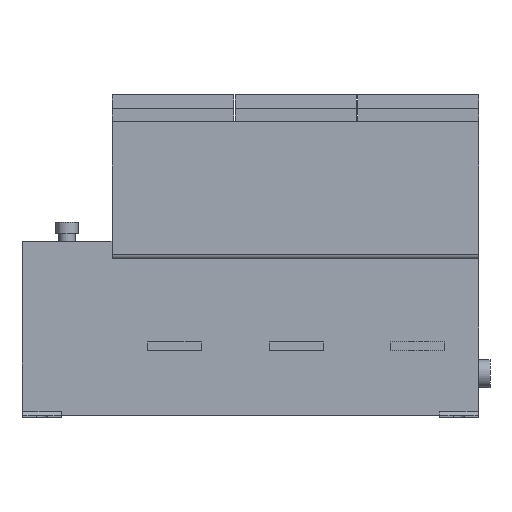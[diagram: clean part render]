
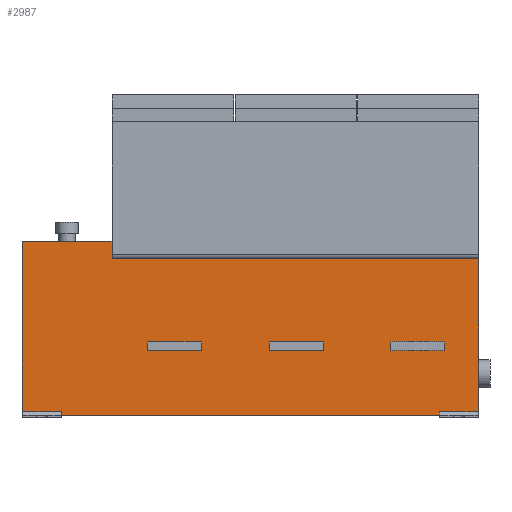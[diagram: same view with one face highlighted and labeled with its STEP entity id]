
A CAD part, front view. The second image highlights one B-rep face of the part: STEP entity #2987.
In plain terms, the highlighted planar face has unit normal (0, -1, 0).
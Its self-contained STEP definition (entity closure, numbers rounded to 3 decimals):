
#684=CARTESIAN_POINT('',(65.,-103.0,127.0));
#685=VERTEX_POINT('',#684);
#692=CARTESIAN_POINT('',(65.,-103.,127.5));
#693=VERTEX_POINT('',#692);
#694=CARTESIAN_POINT('',(65.,-103.,127.5));
#695=DIRECTION('',(0.0,0.0,-1.0));
#696=VECTOR('',#695,0.5);
#697=LINE('',#694,#696);
#698=EDGE_CURVE('',#693,#685,#697,.T.);
#1876=CARTESIAN_POINT('',(301.5,-103.,4.121));
#1877=VERTEX_POINT('',#1876);
#1884=CARTESIAN_POINT('',(301.5,-103.,2.0));
#1885=VERTEX_POINT('',#1884);
#1886=CARTESIAN_POINT('',(301.5,-103.,2.0));
#1887=DIRECTION('',(0.0,0.0,1.0));
#1888=VECTOR('',#1887,2.121);
#1889=LINE('',#1886,#1888);
#1890=EDGE_CURVE('',#1885,#1877,#1889,.T.);
#1954=CARTESIAN_POINT('',(329.5,-103.,2.0));
#1955=VERTEX_POINT('',#1954);
#1956=CARTESIAN_POINT('',(329.5,-103.,2.0));
#1957=DIRECTION('',(-1.0,0.0,0.0));
#1958=VECTOR('',#1957,28.);
#1959=LINE('',#1956,#1958);
#1960=EDGE_CURVE('',#1955,#1885,#1959,.T.);
#2019=CARTESIAN_POINT('',(329.5,-103.,4.121));
#2020=VERTEX_POINT('',#2019);
#2027=CARTESIAN_POINT('',(301.5,-103.,4.121));
#2028=DIRECTION('',(1.0,0.0,0.0));
#2029=VECTOR('',#2028,28.);
#2030=LINE('',#2027,#2029);
#2031=EDGE_CURVE('',#1877,#2020,#2030,.T.);
#2084=CARTESIAN_POINT('',(329.5,-103.,4.121));
#2085=DIRECTION('',(0.0,0.0,-1.0));
#2086=VECTOR('',#2085,2.121);
#2087=LINE('',#2084,#2086);
#2088=EDGE_CURVE('',#2020,#1955,#2087,.T.);
#2569=CARTESIAN_POINT('',(0.5,-103.0,4.121));
#2570=VERTEX_POINT('',#2569);
#2577=CARTESIAN_POINT('',(0.5,-103.0,2.0));
#2578=VERTEX_POINT('',#2577);
#2579=CARTESIAN_POINT('',(0.5,-103.0,2.0));
#2580=DIRECTION('',(0.0,0.0,1.0));
#2581=VECTOR('',#2580,2.121);
#2582=LINE('',#2579,#2581);
#2583=EDGE_CURVE('',#2578,#2570,#2582,.T.);
#2647=CARTESIAN_POINT('',(28.5,-103.0,2.0));
#2648=VERTEX_POINT('',#2647);
#2649=CARTESIAN_POINT('',(28.5,-103.0,2.0));
#2650=DIRECTION('',(-1.0,0.0,0.0));
#2651=VECTOR('',#2650,28.0);
#2652=LINE('',#2649,#2651);
#2653=EDGE_CURVE('',#2648,#2578,#2652,.T.);
#2710=CARTESIAN_POINT('',(0.,-103.0,1.5));
#2711=VERTEX_POINT('',#2710);
#2712=CARTESIAN_POINT('',(0.,-103.0,127.0));
#2713=VERTEX_POINT('',#2712);
#2714=CARTESIAN_POINT('',(0.,-103.0,1.5));
#2715=DIRECTION('',(0.0,0.0,1.0));
#2716=VECTOR('',#2715,125.5);
#2717=LINE('',#2714,#2716);
#2718=EDGE_CURVE('',#2711,#2713,#2717,.T.);
#2762=CARTESIAN_POINT('',(28.5,-103.0,4.121));
#2763=VERTEX_POINT('',#2762);
#2770=CARTESIAN_POINT('',(0.5,-103.0,4.121));
#2771=DIRECTION('',(1.0,0.0,0.0));
#2772=VECTOR('',#2771,28.0);
#2773=LINE('',#2770,#2772);
#2774=EDGE_CURVE('',#2570,#2763,#2773,.T.);
#2827=CARTESIAN_POINT('',(28.5,-103.0,4.121));
#2828=DIRECTION('',(0.0,0.0,-1.0));
#2829=VECTOR('',#2828,2.121);
#2830=LINE('',#2827,#2829);
#2831=EDGE_CURVE('',#2763,#2648,#2830,.T.);
#2836=CARTESIAN_POINT('',(0.,-103.0,1.5));
#2837=DIRECTION('',(0.0,-1.0,0.0));
#2838=DIRECTION('',(0.0,0.0,1.0));
#2839=AXIS2_PLACEMENT_3D('',#2836,#2837,#2838);
#2840=PLANE('',#2839);
#2841=ORIENTED_EDGE('',*,*,#2718,.F.);
#2842=CARTESIAN_POINT('',(330.0,-103.,1.5));
#2843=VERTEX_POINT('',#2842);
#2844=CARTESIAN_POINT('',(0.,-103.0,1.5));
#2845=DIRECTION('',(1.0,0.0,0.0));
#2846=VECTOR('',#2845,330.0);
#2847=LINE('',#2844,#2846);
#2848=EDGE_CURVE('',#2711,#2843,#2847,.T.);
#2849=ORIENTED_EDGE('',*,*,#2848,.T.);
#2850=CARTESIAN_POINT('',(330.0,-103.,127.5));
#2851=VERTEX_POINT('',#2850);
#2852=CARTESIAN_POINT('',(330.0,-103.,1.5));
#2853=DIRECTION('',(0.0,0.0,1.0));
#2854=VECTOR('',#2853,126.);
#2855=LINE('',#2852,#2854);
#2856=EDGE_CURVE('',#2843,#2851,#2855,.T.);
#2857=ORIENTED_EDGE('',*,*,#2856,.T.);
#2858=CARTESIAN_POINT('',(65.,-103.,127.5));
#2859=DIRECTION('',(1.0,0.0,0.0));
#2860=VECTOR('',#2859,265.);
#2861=LINE('',#2858,#2860);
#2862=EDGE_CURVE('',#693,#2851,#2861,.T.);
#2863=ORIENTED_EDGE('',*,*,#2862,.F.);
#2864=ORIENTED_EDGE('',*,*,#698,.T.);
#2865=CARTESIAN_POINT('',(65.,-103.0,127.0));
#2866=DIRECTION('',(-1.0,0.0,0.0));
#2867=VECTOR('',#2866,65.0);
#2868=LINE('',#2865,#2867);
#2869=EDGE_CURVE('',#685,#2713,#2868,.T.);
#2870=ORIENTED_EDGE('',*,*,#2869,.T.);
#2871=EDGE_LOOP('',(#2841,#2849,#2857,#2863,#2864,#2870));
#2872=FACE_OUTER_BOUND('',#2871,.T.);
#2873=ORIENTED_EDGE('',*,*,#1960,.T.);
#2874=ORIENTED_EDGE('',*,*,#1890,.T.);
#2875=ORIENTED_EDGE('',*,*,#2031,.T.);
#2876=ORIENTED_EDGE('',*,*,#2088,.T.);
#2877=EDGE_LOOP('',(#2873,#2874,#2875,#2876));
#2878=FACE_BOUND('',#2877,.T.);
#2879=ORIENTED_EDGE('',*,*,#2583,.T.);
#2880=ORIENTED_EDGE('',*,*,#2774,.T.);
#2881=ORIENTED_EDGE('',*,*,#2831,.T.);
#2882=ORIENTED_EDGE('',*,*,#2653,.T.);
#2883=EDGE_LOOP('',(#2879,#2880,#2881,#2882));
#2884=FACE_BOUND('',#2883,.T.);
#2885=CARTESIAN_POINT('',(217.5,-103.,54.4));
#2886=VERTEX_POINT('',#2885);
#2887=CARTESIAN_POINT('',(217.5,-103.,48.4));
#2888=VERTEX_POINT('',#2887);
#2889=CARTESIAN_POINT('',(217.5,-103.,54.4));
#2890=DIRECTION('',(0.0,0.0,-1.0));
#2891=VECTOR('',#2890,6.);
#2892=LINE('',#2889,#2891);
#2893=EDGE_CURVE('',#2886,#2888,#2892,.T.);
#2894=ORIENTED_EDGE('',*,*,#2893,.T.);
#2895=CARTESIAN_POINT('',(178.5,-103.,48.4));
#2896=VERTEX_POINT('',#2895);
#2897=CARTESIAN_POINT('',(217.5,-103.,48.4));
#2898=DIRECTION('',(-1.0,0.0,0.0));
#2899=VECTOR('',#2898,39.0);
#2900=LINE('',#2897,#2899);
#2901=EDGE_CURVE('',#2888,#2896,#2900,.T.);
#2902=ORIENTED_EDGE('',*,*,#2901,.T.);
#2903=CARTESIAN_POINT('',(178.5,-103.,54.4));
#2904=VERTEX_POINT('',#2903);
#2905=CARTESIAN_POINT('',(178.5,-103.,48.4));
#2906=DIRECTION('',(0.0,0.0,1.0));
#2907=VECTOR('',#2906,6.);
#2908=LINE('',#2905,#2907);
#2909=EDGE_CURVE('',#2896,#2904,#2908,.T.);
#2910=ORIENTED_EDGE('',*,*,#2909,.T.);
#2911=CARTESIAN_POINT('',(178.5,-103.,54.4));
#2912=DIRECTION('',(1.0,0.0,0.0));
#2913=VECTOR('',#2912,39.0);
#2914=LINE('',#2911,#2913);
#2915=EDGE_CURVE('',#2904,#2886,#2914,.T.);
#2916=ORIENTED_EDGE('',*,*,#2915,.T.);
#2917=EDGE_LOOP('',(#2894,#2902,#2910,#2916));
#2918=FACE_BOUND('',#2917,.T.);
#2919=CARTESIAN_POINT('',(129.5,-103.,54.4));
#2920=VERTEX_POINT('',#2919);
#2921=CARTESIAN_POINT('',(129.5,-103.,48.4));
#2922=VERTEX_POINT('',#2921);
#2923=CARTESIAN_POINT('',(129.5,-103.,54.4));
#2924=DIRECTION('',(0.0,0.0,-1.0));
#2925=VECTOR('',#2924,6.);
#2926=LINE('',#2923,#2925);
#2927=EDGE_CURVE('',#2920,#2922,#2926,.T.);
#2928=ORIENTED_EDGE('',*,*,#2927,.T.);
#2929=CARTESIAN_POINT('',(90.5,-103.,48.4));
#2930=VERTEX_POINT('',#2929);
#2931=CARTESIAN_POINT('',(129.5,-103.,48.4));
#2932=DIRECTION('',(-1.0,0.0,0.0));
#2933=VECTOR('',#2932,39.0);
#2934=LINE('',#2931,#2933);
#2935=EDGE_CURVE('',#2922,#2930,#2934,.T.);
#2936=ORIENTED_EDGE('',*,*,#2935,.T.);
#2937=CARTESIAN_POINT('',(90.5,-103.,54.4));
#2938=VERTEX_POINT('',#2937);
#2939=CARTESIAN_POINT('',(90.5,-103.,48.4));
#2940=DIRECTION('',(0.0,0.0,1.0));
#2941=VECTOR('',#2940,6.);
#2942=LINE('',#2939,#2941);
#2943=EDGE_CURVE('',#2930,#2938,#2942,.T.);
#2944=ORIENTED_EDGE('',*,*,#2943,.T.);
#2945=CARTESIAN_POINT('',(90.5,-103.,54.4));
#2946=DIRECTION('',(1.0,0.0,0.0));
#2947=VECTOR('',#2946,39.0);
#2948=LINE('',#2945,#2947);
#2949=EDGE_CURVE('',#2938,#2920,#2948,.T.);
#2950=ORIENTED_EDGE('',*,*,#2949,.T.);
#2951=EDGE_LOOP('',(#2928,#2936,#2944,#2950));
#2952=FACE_BOUND('',#2951,.T.);
#2953=CARTESIAN_POINT('',(305.5,-103.,54.4));
#2954=VERTEX_POINT('',#2953);
#2955=CARTESIAN_POINT('',(305.5,-103.,48.4));
#2956=VERTEX_POINT('',#2955);
#2957=CARTESIAN_POINT('',(305.5,-103.,54.4));
#2958=DIRECTION('',(0.0,0.0,-1.0));
#2959=VECTOR('',#2958,6.);
#2960=LINE('',#2957,#2959);
#2961=EDGE_CURVE('',#2954,#2956,#2960,.T.);
#2962=ORIENTED_EDGE('',*,*,#2961,.T.);
#2963=CARTESIAN_POINT('',(266.5,-103.,48.4));
#2964=VERTEX_POINT('',#2963);
#2965=CARTESIAN_POINT('',(305.5,-103.,48.4));
#2966=DIRECTION('',(-1.0,0.0,0.0));
#2967=VECTOR('',#2966,39.0);
#2968=LINE('',#2965,#2967);
#2969=EDGE_CURVE('',#2956,#2964,#2968,.T.);
#2970=ORIENTED_EDGE('',*,*,#2969,.T.);
#2971=CARTESIAN_POINT('',(266.5,-103.,54.4));
#2972=VERTEX_POINT('',#2971);
#2973=CARTESIAN_POINT('',(266.5,-103.,48.4));
#2974=DIRECTION('',(0.0,0.0,1.0));
#2975=VECTOR('',#2974,6.);
#2976=LINE('',#2973,#2975);
#2977=EDGE_CURVE('',#2964,#2972,#2976,.T.);
#2978=ORIENTED_EDGE('',*,*,#2977,.T.);
#2979=CARTESIAN_POINT('',(266.5,-103.,54.4));
#2980=DIRECTION('',(1.0,0.0,0.0));
#2981=VECTOR('',#2980,39.0);
#2982=LINE('',#2979,#2981);
#2983=EDGE_CURVE('',#2972,#2954,#2982,.T.);
#2984=ORIENTED_EDGE('',*,*,#2983,.T.);
#2985=EDGE_LOOP('',(#2962,#2970,#2978,#2984));
#2986=FACE_BOUND('',#2985,.T.);
#2987=ADVANCED_FACE('',(#2872,#2878,#2884,#2918,#2952,#2986),#2840,.T.);
